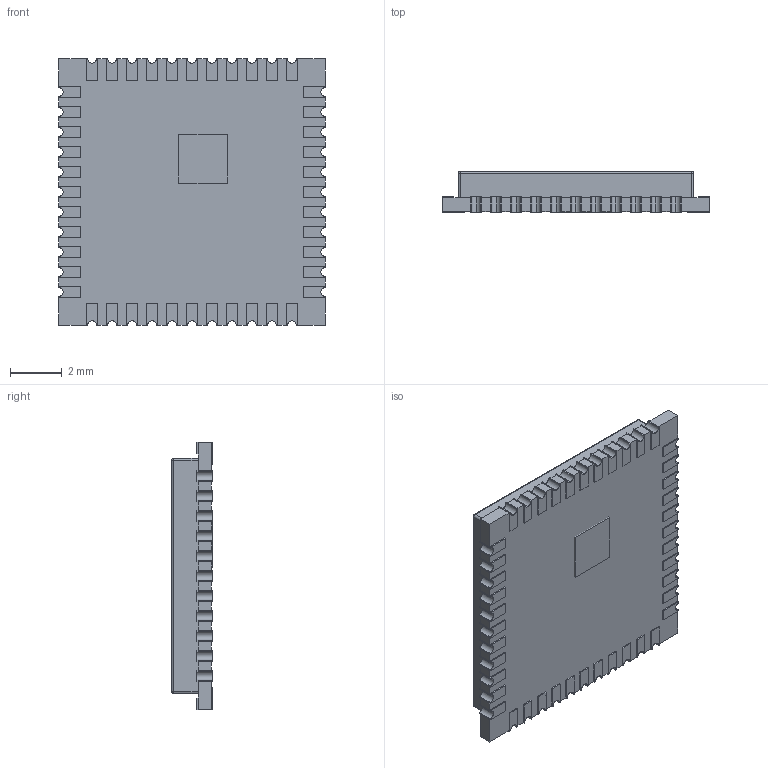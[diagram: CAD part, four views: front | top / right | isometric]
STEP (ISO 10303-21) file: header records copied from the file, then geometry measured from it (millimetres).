
FILE_DESCRIPTION(('FreeCAD Model'),'2;1');
FILE_NAME('Open CASCADE Shape Model','2025-04-30T06:28:59',('FreeCAD'),( 'FreeCAD'),'Open CASCADE STEP processor 7.6','FreeCAD','Unknown');
FILE_SCHEMA(('AUTOMOTIVE_DESIGN { 1 0 10303 214 1 1 1 1 }'));
Products named in the file (1): Open CASCADE STEP translator 7.6 1
Bounding box: 10.28 x 1.58 x 10.28 mm (x, y, z)
Volume: 69.3 mm3; surface area: 485.7 mm2
Topology: 3 solids, 3 shells, 985 faces, 2806 edges, 1864 vertices
Faces by surface type: bspline 985
Entity records: 44537 total; most frequent: CARTESIAN_POINT 27749, ORIENTED_EDGE 5604, EDGE_CURVE 2802, B_SPLINE_CURVE_WITH_KNOTS 2584, VERTEX_POINT 1864, FACE_BOUND 1028, EDGE_LOOP 1028, ADVANCED_FACE 985
